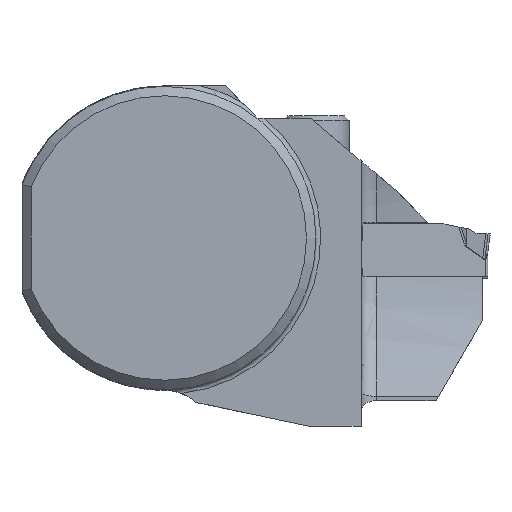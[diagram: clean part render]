
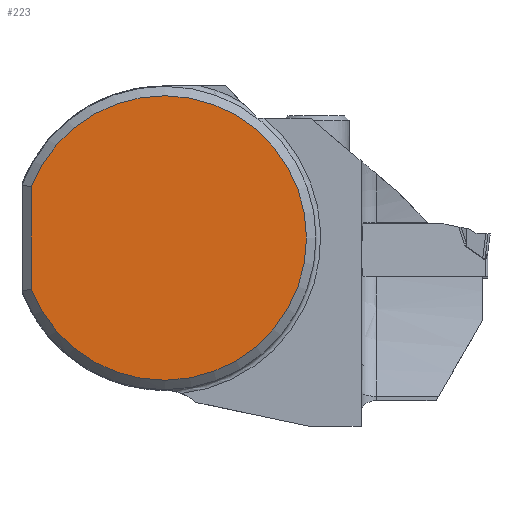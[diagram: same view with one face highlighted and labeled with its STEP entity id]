
A CAD part, top view. The second image highlights one B-rep face of the part: STEP entity #223.
In plain terms, the highlighted planar face has unit normal (0, 0, 1).
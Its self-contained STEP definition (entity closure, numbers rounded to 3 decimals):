
#164=PLANE('',#2544);
#223=ADVANCED_FACE('',(#403),#164,.F.);
#403=FACE_OUTER_BOUND('',#539,.T.);
#539=EDGE_LOOP('',(#933,#934));
#684=CIRCLE('',#2543,15.);
#933=ORIENTED_EDGE('',*,*,#1876,.F.);
#934=ORIENTED_EDGE('',*,*,#1877,.T.);
#1643=VERTEX_POINT('',#3475);
#1644=VERTEX_POINT('',#3476);
#1876=EDGE_CURVE('',#1643,#1644,#2205,.T.);
#1877=EDGE_CURVE('',#1643,#1644,#684,.T.);
#2205=LINE('',#3474,#2342);
#2342=VECTOR('',#2818,1.);
#2543=AXIS2_PLACEMENT_3D('',#3477,#2819,#2820);
#2544=AXIS2_PLACEMENT_3D('',#3478,#2821,#2822);
#2818=DIRECTION('',(0.,1.,0.));
#2819=DIRECTION('',(0.,0.,1.));
#2820=DIRECTION('',(1.,0.,0.));
#2821=DIRECTION('',(0.,0.,-1.));
#2822=DIRECTION('',(1.,0.,0.));
#3474=CARTESIAN_POINT('',(-14.,0.,0.325));
#3475=CARTESIAN_POINT('',(-14.,-5.385,0.325));
#3476=CARTESIAN_POINT('',(-14.,5.385,0.325));
#3477=CARTESIAN_POINT('',(0.,0.,0.325));
#3478=CARTESIAN_POINT('',(0.,0.,0.325));
